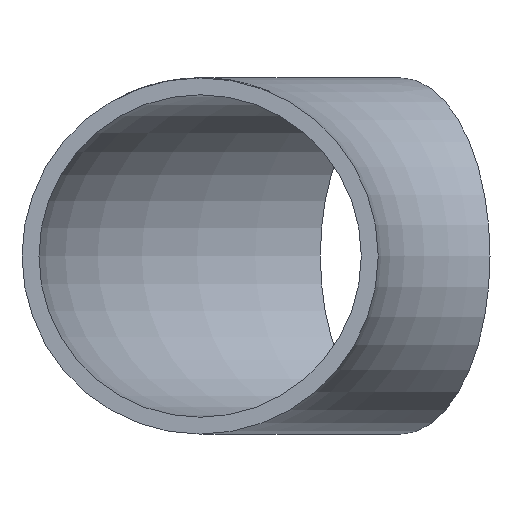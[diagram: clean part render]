
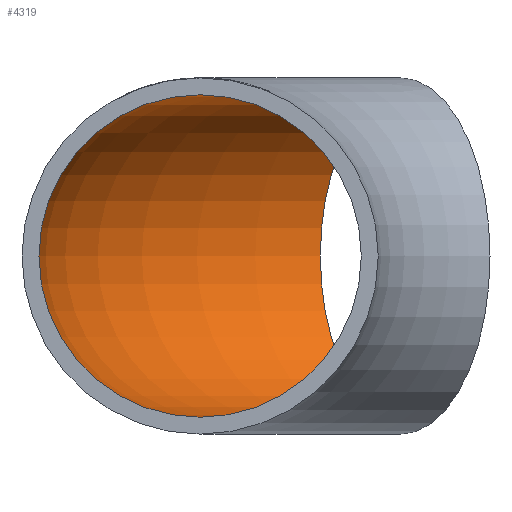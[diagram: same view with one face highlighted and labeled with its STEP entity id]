
A CAD part, front view. The second image highlights one B-rep face of the part: STEP entity #4319.
In plain terms, the highlighted toroidal (fillet/blend) face has major radius 38 mm and minor radius 15.25 mm.
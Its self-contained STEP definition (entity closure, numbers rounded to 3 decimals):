
#494 = EDGE_CURVE ( 'NONE', #16564, #16564, #13102, .T. ) ;
#1029 = DIRECTION ( 'NONE',  ( 0.866, 0.5, 0. ) ) ;
#1210 = DIRECTION ( 'NONE',  ( 0., 0., -1. ) ) ;
#1377 = CARTESIAN_POINT ( 'NONE',  ( 0., 0., 0. ) ) ;
#1995 = DIRECTION ( 'NONE',  ( 0., 0., 1. ) ) ;
#2084 = DIRECTION ( 'NONE',  ( 0., 1., 0. ) ) ;
#4319 = ADVANCED_FACE ( 'NONE', ( #9188, #15874 ), #12217, .F. ) ;
#4511 = CARTESIAN_POINT ( 'NONE',  ( -26.625, 46.116, 0. ) ) ;
#4845 = EDGE_LOOP ( 'NONE', ( #11077 ) ) ;
#6292 = EDGE_CURVE ( 'NONE', #8551, #8551, #9024, .T. ) ;
#7851 = ORIENTED_EDGE ( 'NONE', *, *, #494, .T. ) ;
#8484 = CARTESIAN_POINT ( 'NONE',  ( -19., 32.909, 0. ) ) ;
#8551 = VERTEX_POINT ( 'NONE', #13909 ) ;
#9024 = CIRCLE ( 'NONE', #16617, 15.25 ) ;
#9188 = FACE_OUTER_BOUND ( 'NONE', #13367, .T. ) ;
#9688 = AXIS2_PLACEMENT_3D ( 'NONE', #1377, #1210, #14477 ) ;
#9988 = AXIS2_PLACEMENT_3D ( 'NONE', #8484, #1029, #14118 ) ;
#11077 = ORIENTED_EDGE ( 'NONE', *, *, #6292, .F. ) ;
#12217 = TOROIDAL_SURFACE ( 'NONE', #9688, 38., 15.25 ) ;
#13102 = CIRCLE ( 'NONE', #9988, 15.25 ) ;
#13367 = EDGE_LOOP ( 'NONE', ( #7851 ) ) ;
#13909 = CARTESIAN_POINT ( 'NONE',  ( -38., 0., 15.25 ) ) ;
#14035 = CARTESIAN_POINT ( 'NONE',  ( -38., 0., 0. ) ) ;
#14118 = DIRECTION ( 'NONE',  ( -0.5, 0.866, 0. ) ) ;
#14477 = DIRECTION ( 'NONE',  ( -1., 0., 0. ) ) ;
#15874 = FACE_OUTER_BOUND ( 'NONE', #4845, .T. ) ;
#16564 = VERTEX_POINT ( 'NONE', #4511 ) ;
#16617 = AXIS2_PLACEMENT_3D ( 'NONE', #14035, #2084, #1995 ) ;
